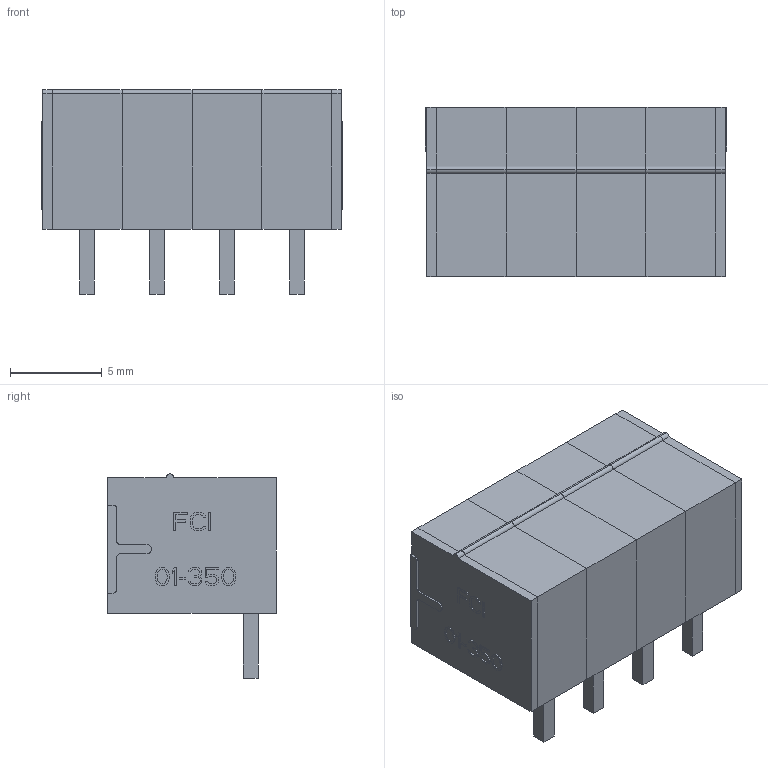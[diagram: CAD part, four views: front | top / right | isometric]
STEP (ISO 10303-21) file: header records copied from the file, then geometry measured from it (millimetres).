
FILE_DESCRIPTION(('STEP AP242'),'1');
FILE_NAME('20020110d042a01lf.stp','2021-05-30T21:59:49',('TraceParts'),('TraceParts S.A.'),'Spatial InterOp 3D',' ',' ');
FILE_SCHEMA(('AP242_MANAGED_MODEL_BASED_3D_ENGINEERING_MIM_LF {1 0 10303 442 1 1 4}'));
Length unit declared in the file: millimetre
Products named in the file (1): 20020110d042a01lf_1
Bounding box: 16.43 x 9.2 x 11.12 mm (x, y, z)
Volume: 644.6 mm3; surface area: 2204.7 mm2
Topology: 6 solids, 6 shells, 543 faces, 1488 edges, 984 vertices
Faces by surface type: plane 465, cylinder 54, torus 16, cone 8
Entity records: 17025 total; most frequent: CARTESIAN_POINT 3069, ORIENTED_EDGE 2976, DIRECTION 2726, EDGE_CURVE 1488, LINE 1332, VECTOR 1332, VERTEX_POINT 984, AXIS2_PLACEMENT_3D 697
